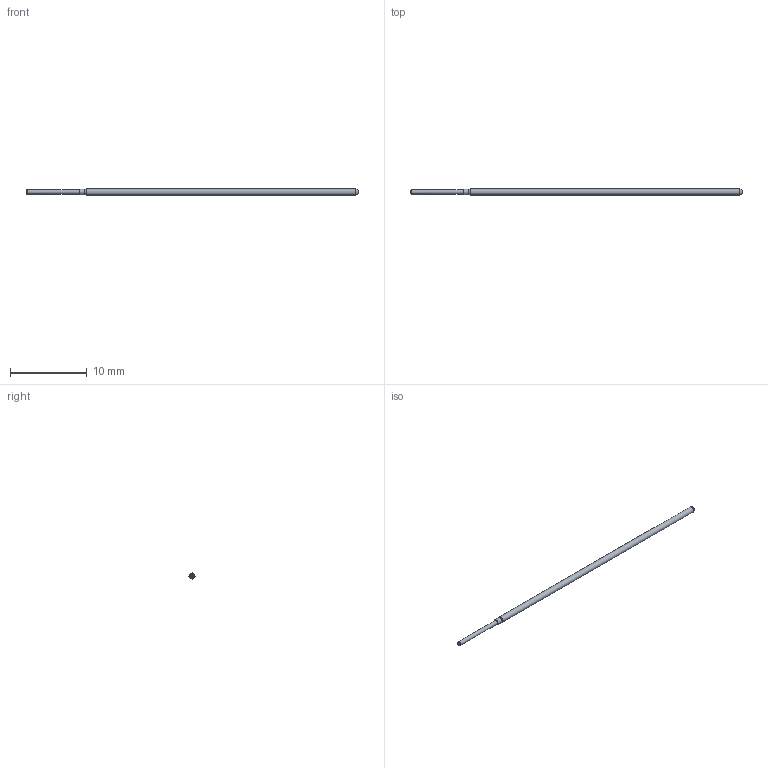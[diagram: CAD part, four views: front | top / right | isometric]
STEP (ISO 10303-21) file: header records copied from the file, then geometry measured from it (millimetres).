
FILE_DESCRIPTION (( 'STEP AP214' ), '1' );
FILE_NAME ('050-R2579.STEP', '2021-01-07T17:58:13', ( '' ), ( '' ), 'SwSTEP 2.0', 'SolidWorks 2020', '' );
FILE_SCHEMA (( 'AUTOMOTIVE_DESIGN' ));
Length unit declared in the file: inch
Products named in the file (1): 050-R2579
Bounding box: 43.18 x 0.78 x 0.78 mm (x, y, z)
Volume: 18.8 mm3; surface area: 101 mm2
Topology: 1 solids, 1 shells, 110 faces, 258 edges, 151 vertices
Faces by surface type: plane 75, bspline 30, cylinder 3, torus 1, cone 1
Full cylindrical faces by diameter (mm): 0.533 x1, 0.711 x1, 0.782 x1
Entity records: 5730 total; most frequent: CARTESIAN_POINT 2061, ORIENTED_EDGE 504, DIRECTION 354, EDGE_CURVE 252, VECTOR 180, LINE 180, VERTEX_POINT 150, EDGE_LOOP 116
